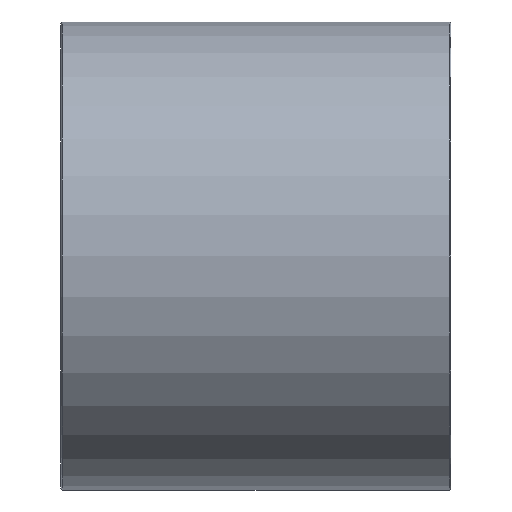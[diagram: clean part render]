
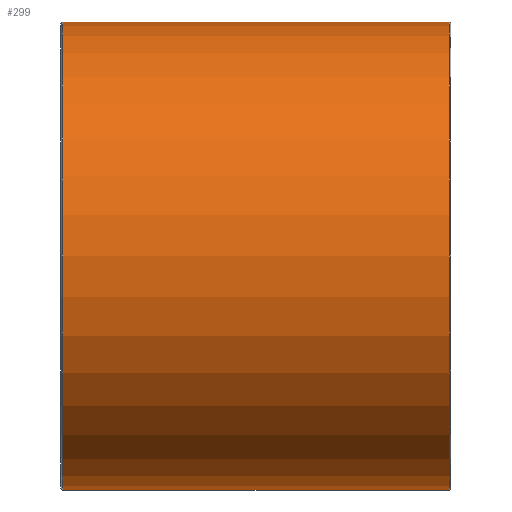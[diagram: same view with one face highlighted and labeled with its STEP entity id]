
A CAD part, front view. The second image highlights one B-rep face of the part: STEP entity #299.
In plain terms, the highlighted cylindrical face has radius 60 mm (diameter 120 mm), a full revolution.
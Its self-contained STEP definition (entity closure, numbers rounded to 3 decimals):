
#66=FACE_BOUND('',#124,.T.);
#67=FACE_BOUND('',#125,.T.);
#84=CIRCLE('',#328,60.);
#85=CIRCLE('',#329,60.);
#97=FACE_OUTER_BOUND('',#123,.T.);
#123=EDGE_LOOP('',(#231));
#124=EDGE_LOOP('',(#232));
#125=EDGE_LOOP('',(#233));
#156=B_SPLINE_CURVE_WITH_KNOTS('',3,(#587,#588,#589,#590,#591,#592,#593,
#594,#595,#596,#597,#598,#599,#600,#601,#602,#603),.UNSPECIFIED.,.T.,.F.,
(4,1,1,1,1,1,1,1,1,1,1,1,1,1,4),(-6.039,-5.608,-5.176,
-4.745,-4.314,-3.882,-3.451,
-2.876,-2.588,-2.013,-1.725,
-1.294,-0.863,-0.431,0.),
 .UNSPECIFIED.);
#161=VERTEX_POINT('',#567);
#164=VERTEX_POINT('',#608);
#165=VERTEX_POINT('',#610);
#191=EDGE_CURVE('',#161,#161,#156,.T.);
#193=EDGE_CURVE('',#164,#164,#84,.T.);
#194=EDGE_CURVE('',#165,#165,#85,.T.);
#231=ORIENTED_EDGE('',*,*,#193,.F.);
#232=ORIENTED_EDGE('',*,*,#194,.F.);
#233=ORIENTED_EDGE('',*,*,#191,.F.);
#293=CYLINDRICAL_SURFACE('',#327,60.);
#299=ADVANCED_FACE('',(#97,#66,#67),#293,.T.);
#327=AXIS2_PLACEMENT_3D('',#607,#372,#373);
#328=AXIS2_PLACEMENT_3D('',#609,#374,#375);
#329=AXIS2_PLACEMENT_3D('',#611,#376,#377);
#372=DIRECTION('center_axis',(1.,0.,0.));
#373=DIRECTION('ref_axis',(0.,1.,0.));
#374=DIRECTION('center_axis',(-1.,0.,0.));
#375=DIRECTION('ref_axis',(0.,-1.,0.));
#376=DIRECTION('center_axis',(1.,0.,0.));
#377=DIRECTION('ref_axis',(0.,-1.,0.));
#567=CARTESIAN_POINT('',(0.,59.016,-10.82));
#587=CARTESIAN_POINT('Ctrl Pts',(0.002,59.016,-10.821));
#588=CARTESIAN_POINT('Ctrl Pts',(-1.638,59.016,-10.821));
#589=CARTESIAN_POINT('Ctrl Pts',(-4.943,59.159,-10.079));
#590=CARTESIAN_POINT('Ctrl Pts',(-8.888,59.635,-6.979));
#591=CARTESIAN_POINT('Ctrl Pts',(-11.087,60.015,-2.51));
#592=CARTESIAN_POINT('Ctrl Pts',(-11.092,60.014,2.497));
#593=CARTESIAN_POINT('Ctrl Pts',(-8.891,59.638,6.97));
#594=CARTESIAN_POINT('Ctrl Pts',(-4.513,59.102,10.427));
#595=CARTESIAN_POINT('Ctrl Pts',(0.598,58.945,11.188));
#596=CARTESIAN_POINT('Ctrl Pts',(5.916,59.246,9.573));
#597=CARTESIAN_POINT('Ctrl Pts',(9.259,59.699,6.517));
#598=CARTESIAN_POINT('Ctrl Pts',(11.087,60.015,1.946));
#599=CARTESIAN_POINT('Ctrl Pts',(11.093,60.015,-2.492));
#600=CARTESIAN_POINT('Ctrl Pts',(8.887,59.635,-6.979));
#601=CARTESIAN_POINT('Ctrl Pts',(4.951,59.16,-10.076));
#602=CARTESIAN_POINT('Ctrl Pts',(1.641,59.016,-10.82));
#603=CARTESIAN_POINT('Ctrl Pts',(0.002,59.016,-10.821));
#607=CARTESIAN_POINT('Origin',(0.,0.,0.));
#608=CARTESIAN_POINT('',(-49.5,60.,0.));
#609=CARTESIAN_POINT('Origin',(-49.5,0.,0.));
#610=CARTESIAN_POINT('',(49.5,60.,0.));
#611=CARTESIAN_POINT('Origin',(49.5,0.,0.));
